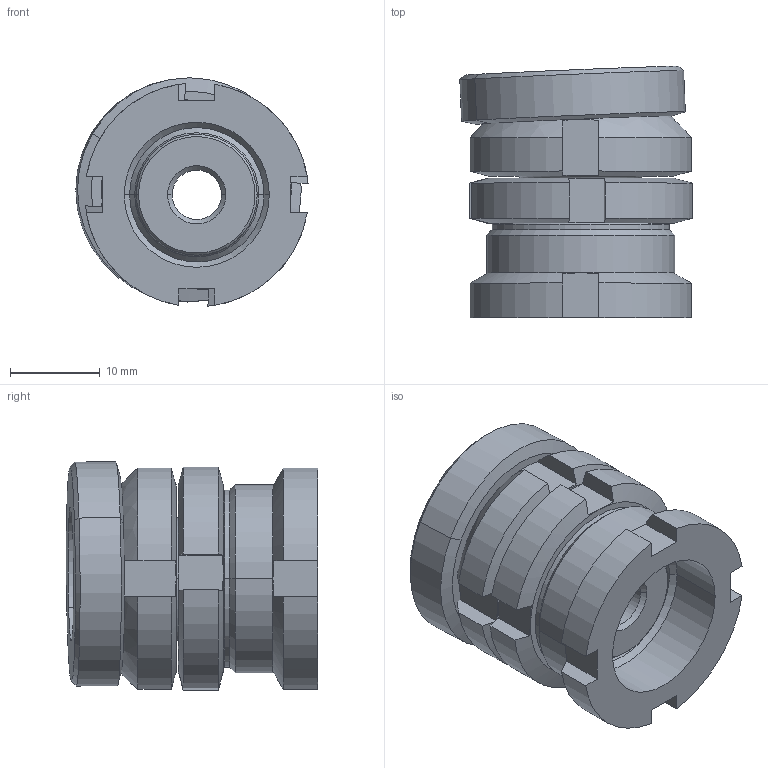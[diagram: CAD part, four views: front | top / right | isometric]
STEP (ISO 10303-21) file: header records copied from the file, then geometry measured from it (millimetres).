
FILE_DESCRIPTION (( 'STEP AP214' ), '1' );
FILE_NAME ('KAEK 15-5.5 0-0.STEP', '2015-08-18T15:31:48', ( '' ), ( '' ), 'SwSTEP 2.0', 'SolidWorks 2015', '' );
FILE_SCHEMA (( 'AUTOMOTIVE_DESIGN' ));
Length unit declared in the file: millimetre
Products named in the file (5): KAEK 15-5.5 0-0; KM 15-0 A1; NAE 15 2-0 A1; KAS 15 2-0 A1; KAE 15-5.5 1-0 A1
Assembly tree (4 placements, depth 2):
  KAEK 15-5.5 0-0
    NAE 15 2-0 A1
    KAS 15 2-0 A1
    KAE 15-5.5 1-0 A1
    KM 15-0 A1
Bounding box: 25.94 x 28.06 x 25.49 mm (x, y, z)
Volume: 9978.5 mm3; surface area: 6692.5 mm2
Topology: 4 solids, 4 shells, 144 faces, 332 edges, 200 vertices
Faces by surface type: plane 48, cone 46, cylinder 38, torus 10, sphere 2
Entity records: 4444 total; most frequent: CARTESIAN_POINT 919, DIRECTION 722, ORIENTED_EDGE 664, EDGE_CURVE 332, AXIS2_PLACEMENT_3D 303, VERTEX_POINT 200, EDGE_LOOP 156, CIRCLE 152
